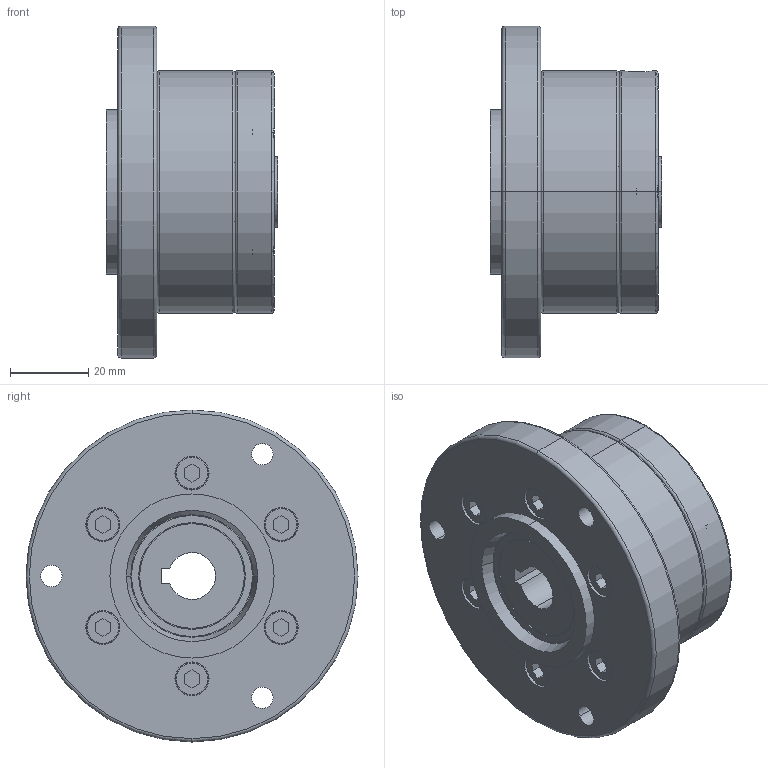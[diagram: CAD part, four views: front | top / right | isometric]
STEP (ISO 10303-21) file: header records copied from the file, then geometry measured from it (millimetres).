
FILE_DESCRIPTION(('STEP AP214'),'1');
FILE_NAME('gl_12_f4-d2.stp','2019-09-14T11:28:07',('TraceParts'),('TraceParts S.A.'),'Spatial InterOp 3D',' ',' ');
FILE_SCHEMA(('AUTOMOTIVE_DESIGN { 1 0 10303 214 1 1 1 1 }'));
Length unit declared in the file: millimetre
Products named in the file (1): gl_12_f4-d2
Bounding box: 44 x 85 x 85 mm (x, y, z)
Volume: 141985 mm3; surface area: 26624.2 mm2
Topology: 1 solids, 1 shells, 256 faces, 643 edges, 431 vertices
Faces by surface type: plane 129, cylinder 89, torus 36, cone 2
Entity records: 8267 total; most frequent: CARTESIAN_POINT 1794, DIRECTION 1442, ORIENTED_EDGE 1286, EDGE_CURVE 643, AXIS2_PLACEMENT_3D 557, VERTEX_POINT 431, LINE 328, VECTOR 328
